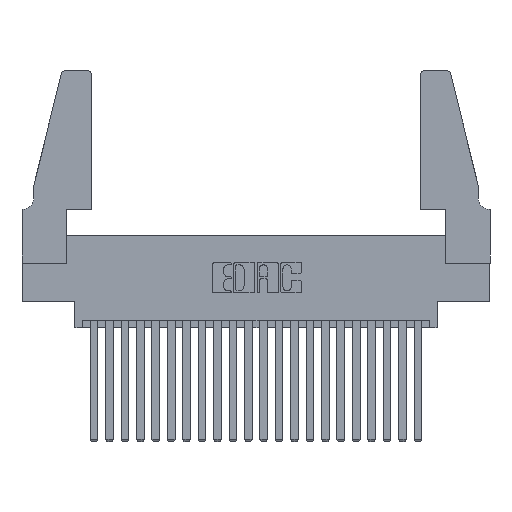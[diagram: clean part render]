
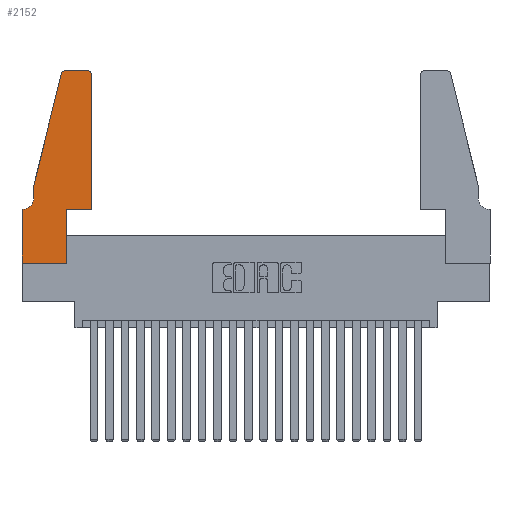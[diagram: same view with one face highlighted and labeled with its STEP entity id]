
A CAD part, top view. The second image highlights one B-rep face of the part: STEP entity #2152.
In plain terms, the highlighted planar face has unit normal (0, 0, 1).
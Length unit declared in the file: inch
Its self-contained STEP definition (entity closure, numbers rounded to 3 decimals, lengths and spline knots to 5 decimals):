
#24 = EDGE_CURVE ( 'NONE', #521, #3759, #10310, .T. ) ;
#269 = ORIENTED_EDGE ( 'NONE', *, *, #18532, .T. ) ;
#316 = DIRECTION ( 'NONE',  ( 1., 0., 0. ) ) ;
#521 = VERTEX_POINT ( 'NONE', #8475 ) ;
#641 = CARTESIAN_POINT ( 'NONE',  ( 0.0755, 0.5, 0.37 ) ) ;
#715 = VECTOR ( 'NONE', #14588, 39.37008 ) ;
#838 = EDGE_CURVE ( 'NONE', #13899, #12258, #18772, .T. ) ;
#921 = PLANE ( 'NONE',  #5065 ) ;
#925 = ORIENTED_EDGE ( 'NONE', *, *, #24, .T. ) ;
#1230 = CARTESIAN_POINT ( 'NONE',  ( 0.4205, 1.22, 0.37 ) ) ;
#1294 = CIRCLE ( 'NONE', #9032, 0.03 ) ;
#2152 = ADVANCED_FACE ( 'NONE', ( #6953 ), #921, .T. ) ;
#2171 = CIRCLE ( 'NONE', #13628, 0.07 ) ;
#2425 = LINE ( 'NONE', #641, #16005 ) ;
#2459 = VERTEX_POINT ( 'NONE', #19682 ) ;
#2551 = CARTESIAN_POINT ( 'NONE',  ( 0.4505, 0.35, 0.37 ) ) ;
#2663 = CARTESIAN_POINT ( 'NONE',  ( 0.2865, 0.35, 0.37 ) ) ;
#2813 = CARTESIAN_POINT ( 'NONE',  ( 0.0755, 0.5, 0.37 ) ) ;
#3000 = ORIENTED_EDGE ( 'NONE', *, *, #9023, .T. ) ;
#3041 = DIRECTION ( 'NONE',  ( 0., -1., 0. ) ) ;
#3458 = ORIENTED_EDGE ( 'NONE', *, *, #12834, .T. ) ;
#3738 = ORIENTED_EDGE ( 'NONE', *, *, #11160, .T. ) ;
#3759 = VERTEX_POINT ( 'NONE', #8005 ) ;
#4067 = CARTESIAN_POINT ( 'NONE',  ( 0.0055, 0.42, 0.37 ) ) ;
#4142 = DIRECTION ( 'NONE',  ( -1., 0., 0. ) ) ;
#4346 = ORIENTED_EDGE ( 'NONE', *, *, #11413, .T. ) ;
#4560 = VECTOR ( 'NONE', #4142, 39.37008 ) ;
#4721 = CARTESIAN_POINT ( 'NONE',  ( 0.284, 1.25, 0.37 ) ) ;
#5065 = AXIS2_PLACEMENT_3D ( 'NONE', #17065, #10520, #316 ) ;
#5345 = EDGE_CURVE ( 'NONE', #18124, #15324, #5761, .T. ) ;
#5351 = ORIENTED_EDGE ( 'NONE', *, *, #5345, .T. ) ;
#5385 = ORIENTED_EDGE ( 'NONE', *, *, #838, .T. ) ;
#5748 = VERTEX_POINT ( 'NONE', #2551 ) ;
#5761 = LINE ( 'NONE', #19610, #19872 ) ;
#5894 = CARTESIAN_POINT ( 'NONE',  ( 0.0755, 0.42, 0.37 ) ) ;
#6752 = DIRECTION ( 'NONE',  ( 1., 0., 0. ) ) ;
#6953 = FACE_OUTER_BOUND ( 'NONE', #8745, .T. ) ;
#7342 = CARTESIAN_POINT ( 'NONE',  ( 0.4505, 1.22, 0.37 ) ) ;
#7521 = CARTESIAN_POINT ( 'NONE',  ( 0.0755, 0.35, 0.37 ) ) ;
#7677 = VERTEX_POINT ( 'NONE', #7342 ) ;
#7927 = CARTESIAN_POINT ( 'NONE',  ( 0.25487, 1.22718, 0.37 ) ) ;
#8005 = CARTESIAN_POINT ( 'NONE',  ( 0.2865, 0.35, 0.37 ) ) ;
#8037 = EDGE_CURVE ( 'NONE', #3759, #5748, #12914, .T. ) ;
#8475 = CARTESIAN_POINT ( 'NONE',  ( 0.2865, 0., 0.37 ) ) ;
#8688 = VECTOR ( 'NONE', #9184, 39.37008 ) ;
#8745 = EDGE_LOOP ( 'NONE', ( #4346, #3458, #5351, #15190, #3738, #3000, #5385, #269, #925, #18997, #21931, #11028 ) ) ;
#9023 = EDGE_CURVE ( 'NONE', #2459, #13899, #13210, .T. ) ;
#9032 = AXIS2_PLACEMENT_3D ( 'NONE', #1230, #14917, #21503 ) ;
#9184 = DIRECTION ( 'NONE',  ( -1., 0., 0. ) ) ;
#9575 = LINE ( 'NONE', #11712, #15656 ) ;
#9705 = CARTESIAN_POINT ( 'NONE',  ( 0., 0., 0.37 ) ) ;
#10310 = LINE ( 'NONE', #2663, #715 ) ;
#10520 = DIRECTION ( 'NONE',  ( 0., 0., 1. ) ) ;
#11001 = CARTESIAN_POINT ( 'NONE',  ( 0., 0., 0.37 ) ) ;
#11028 = ORIENTED_EDGE ( 'NONE', *, *, #18428, .T. ) ;
#11146 = EDGE_CURVE ( 'NONE', #15324, #11861, #2425, .T. ) ;
#11160 = EDGE_CURVE ( 'NONE', #11861, #2459, #2171, .T. ) ;
#11404 = CIRCLE ( 'NONE', #14216, 0.03 ) ;
#11413 = EDGE_CURVE ( 'NONE', #11826, #12495, #20813, .T. ) ;
#11712 = CARTESIAN_POINT ( 'NONE',  ( 0., 0., 0.37 ) ) ;
#11782 = DIRECTION ( 'NONE',  ( -0.239, -0.971, 0. ) ) ;
#11789 = CARTESIAN_POINT ( 'NONE',  ( 0.4505, 0.35, 0.37 ) ) ;
#11826 = VERTEX_POINT ( 'NONE', #21243 ) ;
#11861 = VERTEX_POINT ( 'NONE', #5894 ) ;
#12127 = VECTOR ( 'NONE', #3041, 39.37008 ) ;
#12258 = VERTEX_POINT ( 'NONE', #11001 ) ;
#12495 = VERTEX_POINT ( 'NONE', #4721 ) ;
#12784 = DIRECTION ( 'NONE',  ( 1., 0., 0. ) ) ;
#12834 = EDGE_CURVE ( 'NONE', #12495, #18124, #11404, .T. ) ;
#12914 = LINE ( 'NONE', #15244, #13205 ) ;
#13205 = VECTOR ( 'NONE', #12784, 39.37008 ) ;
#13210 = LINE ( 'NONE', #7521, #8688 ) ;
#13628 = AXIS2_PLACEMENT_3D ( 'NONE', #4067, #17630, #15951 ) ;
#13899 = VERTEX_POINT ( 'NONE', #18593 ) ;
#14216 = AXIS2_PLACEMENT_3D ( 'NONE', #19743, #21468, #20039 ) ;
#14588 = DIRECTION ( 'NONE',  ( 0., 1., 0. ) ) ;
#14917 = DIRECTION ( 'NONE',  ( 0., 0., 1. ) ) ;
#15190 = ORIENTED_EDGE ( 'NONE', *, *, #11146, .T. ) ;
#15244 = CARTESIAN_POINT ( 'NONE',  ( 0.4505, 0.35, 0.37 ) ) ;
#15324 = VERTEX_POINT ( 'NONE', #2813 ) ;
#15656 = VECTOR ( 'NONE', #6752, 39.37008 ) ;
#15951 = DIRECTION ( 'NONE',  ( -1., 0., 0. ) ) ;
#16005 = VECTOR ( 'NONE', #16033, 39.37008 ) ;
#16033 = DIRECTION ( 'NONE',  ( 0., -1., 0. ) ) ;
#16134 = EDGE_CURVE ( 'NONE', #5748, #7677, #20054, .T. ) ;
#16636 = DIRECTION ( 'NONE',  ( 0., 1., 0. ) ) ;
#17065 = CARTESIAN_POINT ( 'NONE',  ( 0., 0.35, 0.37 ) ) ;
#17630 = DIRECTION ( 'NONE',  ( 0., 0., -1. ) ) ;
#18124 = VERTEX_POINT ( 'NONE', #7927 ) ;
#18428 = EDGE_CURVE ( 'NONE', #7677, #11826, #1294, .T. ) ;
#18532 = EDGE_CURVE ( 'NONE', #12258, #521, #9575, .T. ) ;
#18593 = CARTESIAN_POINT ( 'NONE',  ( 0., 0.35, 0.37 ) ) ;
#18772 = LINE ( 'NONE', #9705, #12127 ) ;
#18997 = ORIENTED_EDGE ( 'NONE', *, *, #8037, .T. ) ;
#19610 = CARTESIAN_POINT ( 'NONE',  ( 0.0755, 0.5, 0.37 ) ) ;
#19682 = CARTESIAN_POINT ( 'NONE',  ( 0.0055, 0.35, 0.37 ) ) ;
#19743 = CARTESIAN_POINT ( 'NONE',  ( 0.284, 1.22, 0.37 ) ) ;
#19872 = VECTOR ( 'NONE', #11782, 39.37008 ) ;
#20039 = DIRECTION ( 'NONE',  ( 1., 0., 0. ) ) ;
#20054 = LINE ( 'NONE', #11789, #21933 ) ;
#20813 = LINE ( 'NONE', #21184, #4560 ) ;
#21184 = CARTESIAN_POINT ( 'NONE',  ( 0.2605, 1.25, 0.37 ) ) ;
#21243 = CARTESIAN_POINT ( 'NONE',  ( 0.4205, 1.25, 0.37 ) ) ;
#21468 = DIRECTION ( 'NONE',  ( 0., 0., 1. ) ) ;
#21503 = DIRECTION ( 'NONE',  ( 1., 0., 0. ) ) ;
#21931 = ORIENTED_EDGE ( 'NONE', *, *, #16134, .T. ) ;
#21933 = VECTOR ( 'NONE', #16636, 39.37008 ) ;
